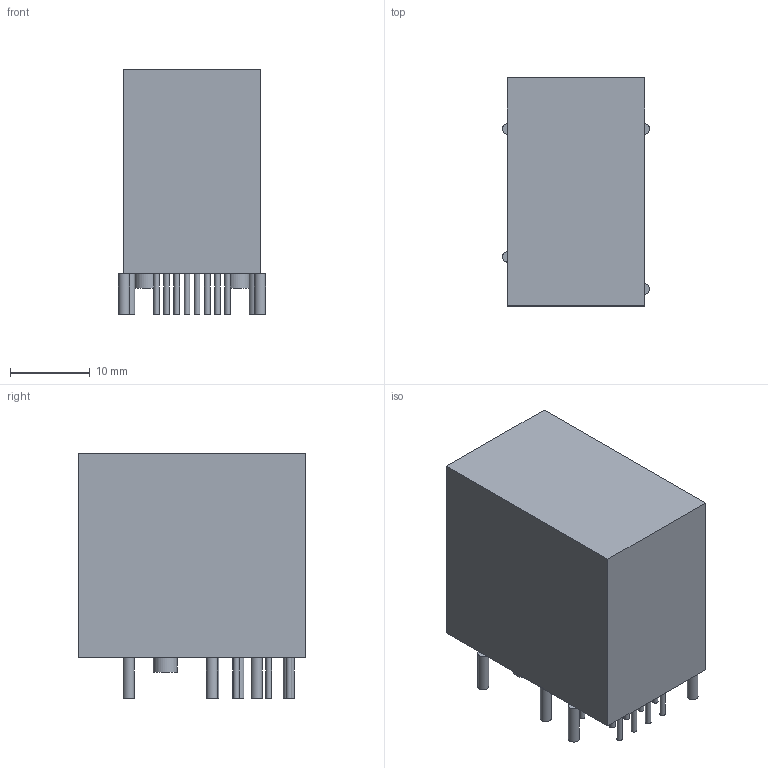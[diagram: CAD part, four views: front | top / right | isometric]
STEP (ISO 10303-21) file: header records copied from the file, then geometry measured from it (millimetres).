
FILE_DESCRIPTION(('FreeCAD Model'),'2;1');
FILE_NAME('5357581.1.6.stp','2020-12-30T16:17:31',( 'Author'),(''),'Open CASCADE STEP processor 6.9','FreeCAD','Unknown' );
FILE_SCHEMA(('AUTOMOTIVE_DESIGN { 1 0 10303 214 1 1 1 1 }'));
Length unit declared in the file: millimetre
Products named in the file (4): ASSEMBLY; Body; Lugs; Leads
Assembly tree (3 placements, depth 2):
  ASSEMBLY
    Body
    Lugs
    Leads
Bounding box: 18.39 x 28.5 x 30.65 mm (x, y, z)
Volume: 12627.2 mm3; surface area: 3720.2 mm2
Topology: 25 solids, 25 shells, 78 faces, 84 edges, 56 vertices
Faces by surface type: plane 54, cylinder 24
Full cylindrical faces by diameter (mm): 0.7 x16, 1.38 x6, 3 x2
Entity records: 2814 total; most frequent: DIRECTION 464, CARTESIAN_POINT 390, ORIENTED_EDGE 168, PCURVE 168, DEFINITIONAL_REPRESENTATION 168, LINE 156, VECTOR 156, AXIS2_PLACEMENT_3D 130
